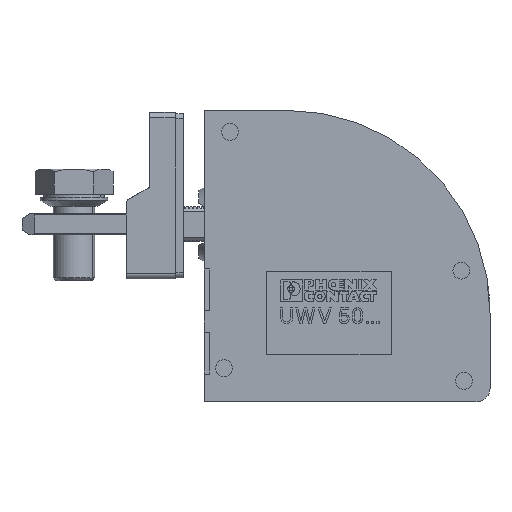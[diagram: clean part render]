
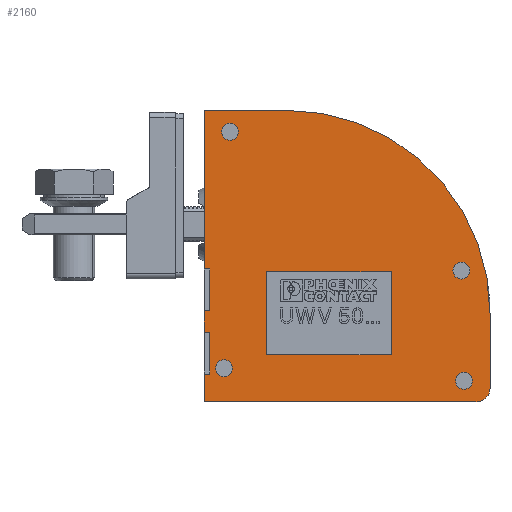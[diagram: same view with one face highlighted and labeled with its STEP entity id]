
A CAD part, left-side view. The second image highlights one B-rep face of the part: STEP entity #2160.
In plain terms, the highlighted face is planar.
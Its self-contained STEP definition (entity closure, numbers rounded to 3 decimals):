
#10=CARTESIAN_POINT('',(70.277,4.586,
44.683));
#20=DIRECTION('',(0.,0.,-1.));
#30=DIRECTION('',(1.,0.,0.));
#40=AXIS2_PLACEMENT_3D('',#10,#20,#30);
#50=PLANE('',#40);
#60=CARTESIAN_POINT('',(26.75,36.25,
44.683));
#70=DIRECTION('',(1.,0.,0.));
#80=VECTOR('',#70,1.);
#90=LINE('',#60,#80);
#100=CARTESIAN_POINT('',(26.7,36.25,
44.683));
#110=VERTEX_POINT('',#100);
#120=CARTESIAN_POINT('',(27.8,36.25,
44.683));
#130=VERTEX_POINT('',#120);
#140=EDGE_CURVE('',#110,#130,#90,.T.);
#150=ORIENTED_EDGE('',*,*,#140,.F.);
#160=CARTESIAN_POINT('',(27.8,-2.528,
44.683));
#170=DIRECTION('',(0.,-1.,0.));
#180=VECTOR('',#170,1.);
#190=LINE('',#160,#180);
#200=CARTESIAN_POINT('',(27.8,28.25,
44.683));
#210=VERTEX_POINT('',#200);
#220=EDGE_CURVE('',#130,#210,#190,.T.);
#230=ORIENTED_EDGE('',*,*,#220,.F.);
#240=CARTESIAN_POINT('',(26.75,28.25,
44.683));
#250=DIRECTION('',(-1.,0.,0.));
#260=VECTOR('',#250,1.);
#270=LINE('',#240,#260);
#280=CARTESIAN_POINT('',(26.7,28.25,
44.683));
#290=VERTEX_POINT('',#280);
#300=EDGE_CURVE('',#210,#290,#270,.T.);
#310=ORIENTED_EDGE('',*,*,#300,.F.);
#320=CARTESIAN_POINT('',(26.7,12.067,
44.683));
#330=DIRECTION('',(0.,1.,0.));
#340=VECTOR('',#330,1.);
#350=LINE('',#320,#340);
#360=CARTESIAN_POINT('',(26.7,24.05,
44.683));
#370=VERTEX_POINT('',#360);
#380=EDGE_CURVE('',#370,#290,#350,.T.);
#390=ORIENTED_EDGE('',*,*,#380,.T.);
#400=CARTESIAN_POINT('',(26.75,24.05,
44.683));
#410=DIRECTION('',(1.,0.,0.));
#420=VECTOR('',#410,1.);
#430=LINE('',#400,#420);
#440=CARTESIAN_POINT('',(27.8,24.05,
44.683));
#450=VERTEX_POINT('',#440);
#460=EDGE_CURVE('',#370,#450,#430,.T.);
#470=ORIENTED_EDGE('',*,*,#460,.F.);
#480=CARTESIAN_POINT('',(27.8,1.972,
44.683));
#490=DIRECTION('',(0.,-1.,0.));
#500=VECTOR('',#490,1.);
#510=LINE('',#480,#500);
#520=CARTESIAN_POINT('',(27.8,16.05,
44.683));
#530=VERTEX_POINT('',#520);
#540=EDGE_CURVE('',#450,#530,#510,.T.);
#550=ORIENTED_EDGE('',*,*,#540,.F.);
#560=CARTESIAN_POINT('',(26.75,16.05,
44.683));
#570=DIRECTION('',(-1.,0.,0.));
#580=VECTOR('',#570,1.);
#590=LINE('',#560,#580);
#600=CARTESIAN_POINT('',(26.7,16.05,
44.683));
#610=VERTEX_POINT('',#600);
#620=EDGE_CURVE('',#530,#610,#590,.T.);
#630=ORIENTED_EDGE('',*,*,#620,.F.);
#640=CARTESIAN_POINT('',(26.7,-2.528,
44.683));
#650=DIRECTION('',(0.,-1.,0.));
#660=VECTOR('',#650,1.);
#670=LINE('',#640,#660);
#680=CARTESIAN_POINT('',(26.7,-14.45,
44.683));
#690=VERTEX_POINT('',#680);
#700=EDGE_CURVE('',#610,#690,#670,.T.);
#710=ORIENTED_EDGE('',*,*,#700,.F.);
#720=CARTESIAN_POINT('',(27.75,-14.45,
44.683));
#730=DIRECTION('',(-1.,0.,0.));
#740=VECTOR('',#730,1.);
#750=LINE('',#720,#740);
#760=CARTESIAN_POINT('',(42.7,-14.45,
44.683));
#770=VERTEX_POINT('',#760);
#780=EDGE_CURVE('',#770,#690,#750,.T.);
#790=ORIENTED_EDGE('',*,*,#780,.T.);
#800=CARTESIAN_POINT('',(42.7,24.55,
44.683));
#810=DIRECTION('',(0.,0.,1.));
#820=DIRECTION('',(0.,-1.,0.));
#830=AXIS2_PLACEMENT_3D('',#800,#810,#820);
#840=CIRCLE('',#830,39.);
#850=CARTESIAN_POINT('',(81.7,24.55,
44.683));
#860=VERTEX_POINT('',#850);
#870=EDGE_CURVE('',#770,#860,#840,.T.);
#880=ORIENTED_EDGE('',*,*,#870,.F.);
#890=CARTESIAN_POINT('',(81.7,-2.528,
44.683));
#900=DIRECTION('',(0.,-1.,0.));
#910=VECTOR('',#900,1.);
#920=LINE('',#890,#910);
#930=CARTESIAN_POINT('',(81.7,39.05,
44.683));
#940=VERTEX_POINT('',#930);
#950=EDGE_CURVE('',#940,#860,#920,.T.);
#960=ORIENTED_EDGE('',*,*,#950,.T.);
#970=CARTESIAN_POINT('',(79.2,39.05,
44.683));
#980=DIRECTION('',(0.,0.,1.));
#990=DIRECTION('',(0.,-1.,0.));
#1000=AXIS2_PLACEMENT_3D('',#970,#980,#990);
#1010=CIRCLE('',#1000,2.5);
#1020=CARTESIAN_POINT('',(79.2,41.55,
44.683));
#1030=VERTEX_POINT('',#1020);
#1040=EDGE_CURVE('',#940,#1030,#1010,.T.);
#1050=ORIENTED_EDGE('',*,*,#1040,.F.);
#1060=CARTESIAN_POINT('',(27.75,41.55,
44.683));
#1070=DIRECTION('',(-1.,0.,0.));
#1080=VECTOR('',#1070,1.);
#1090=LINE('',#1060,#1080);
#1100=CARTESIAN_POINT('',(26.7,41.55,
44.683));
#1110=VERTEX_POINT('',#1100);
#1120=EDGE_CURVE('',#1030,#1110,#1090,.T.);
#1130=ORIENTED_EDGE('',*,*,#1120,.F.);
#1140=CARTESIAN_POINT('',(26.7,40.081,
44.683));
#1150=DIRECTION('',(0.,-1.,0.));
#1160=VECTOR('',#1150,1.);
#1170=LINE('',#1140,#1160);
#1180=EDGE_CURVE('',#1110,#110,#1170,.T.);
#1190=ORIENTED_EDGE('',*,*,#1180,.F.);
#1200=EDGE_LOOP('',(#1190,#1130,#1050,#960,#880,#790,#710,#630,#550,#470
,#390,#310,#230,#150));
#1210=FACE_OUTER_BOUND('',#1200,.T.);
#1220=CARTESIAN_POINT('',(97.1,16.55,
44.683));
#1230=DIRECTION('',(-1.,0.,0.));
#1240=VECTOR('',#1230,1.);
#1250=LINE('',#1220,#1240);
#1260=CARTESIAN_POINT('',(62.7,16.55,
44.683));
#1270=VERTEX_POINT('',#1260);
#1280=CARTESIAN_POINT('',(38.7,16.55,
44.683));
#1290=VERTEX_POINT('',#1280);
#1300=EDGE_CURVE('',#1270,#1290,#1250,.T.);
#1310=ORIENTED_EDGE('',*,*,#1300,.F.);
#1320=CARTESIAN_POINT('',(38.7,-28.15,
44.683));
#1330=DIRECTION('',(0.,1.,0.));
#1340=VECTOR('',#1330,1.);
#1350=LINE('',#1320,#1340);
#1360=CARTESIAN_POINT('',(38.7,32.55,
44.683));
#1370=VERTEX_POINT('',#1360);
#1380=EDGE_CURVE('',#1290,#1370,#1350,.T.);
#1390=ORIENTED_EDGE('',*,*,#1380,.F.);
#1400=CARTESIAN_POINT('',(97.1,32.55,
44.683));
#1410=DIRECTION('',(1.,0.,0.));
#1420=VECTOR('',#1410,1.);
#1430=LINE('',#1400,#1420);
#1440=CARTESIAN_POINT('',(62.7,32.55,
44.683));
#1450=VERTEX_POINT('',#1440);
#1460=EDGE_CURVE('',#1370,#1450,#1430,.T.);
#1470=ORIENTED_EDGE('',*,*,#1460,.F.);
#1480=CARTESIAN_POINT('',(62.7,-28.15,
44.683));
#1490=DIRECTION('',(0.,-1.,0.));
#1500=VECTOR('',#1490,1.);
#1510=LINE('',#1480,#1500);
#1520=EDGE_CURVE('',#1450,#1270,#1510,.T.);
#1530=ORIENTED_EDGE('',*,*,#1520,.F.);
#1540=EDGE_LOOP('',(#1530,#1470,#1390,#1310));
#1550=FACE_BOUND('',#1540,.T.);
#1560=CARTESIAN_POINT('',(76.7,37.55,
44.683));
#1570=DIRECTION('',(0.,0.,-1.));
#1580=DIRECTION('',(-1.,0.,0.));
#1590=AXIS2_PLACEMENT_3D('',#1560,#1570,#1580);
#1600=CIRCLE('',#1590,1.631);
#1610=CARTESIAN_POINT('',(78.331,37.55,
44.683));
#1620=VERTEX_POINT('',#1610);
#1630=CARTESIAN_POINT('',(75.069,37.55,
44.683));
#1640=VERTEX_POINT('',#1630);
#1650=EDGE_CURVE('',#1620,#1640,#1600,.T.);
#1660=ORIENTED_EDGE('',*,*,#1650,.F.);
#1670=EDGE_CURVE('',#1640,#1620,#1600,.T.);
#1680=ORIENTED_EDGE('',*,*,#1670,.F.);
#1690=EDGE_LOOP('',(#1680,#1660));
#1700=FACE_BOUND('',#1690,.T.);
#1710=CARTESIAN_POINT('',(31.7,-10.35,
44.683));
#1720=DIRECTION('',(0.,0.,-1.));
#1730=DIRECTION('',(-1.,0.,0.));
#1740=AXIS2_PLACEMENT_3D('',#1710,#1720,#1730);
#1750=CIRCLE('',#1740,1.631);
#1760=CARTESIAN_POINT('',(33.331,-10.35,
44.683));
#1770=VERTEX_POINT('',#1760);
#1780=CARTESIAN_POINT('',(30.069,-10.35,
44.683));
#1790=VERTEX_POINT('',#1780);
#1800=EDGE_CURVE('',#1770,#1790,#1750,.T.);
#1810=ORIENTED_EDGE('',*,*,#1800,.F.);
#1820=EDGE_CURVE('',#1790,#1770,#1750,.T.);
#1830=ORIENTED_EDGE('',*,*,#1820,.F.);
#1840=EDGE_LOOP('',(#1830,#1810));
#1850=FACE_BOUND('',#1840,.T.);
#1860=CARTESIAN_POINT('',(76.2,16.35,
44.683));
#1870=DIRECTION('',(0.,0.,-1.));
#1880=DIRECTION('',(-1.,0.,0.));
#1890=AXIS2_PLACEMENT_3D('',#1860,#1870,#1880);
#1900=CIRCLE('',#1890,1.631);
#1910=CARTESIAN_POINT('',(77.831,16.35,
44.683));
#1920=VERTEX_POINT('',#1910);
#1930=CARTESIAN_POINT('',(74.569,16.35,
44.683));
#1940=VERTEX_POINT('',#1930);
#1950=EDGE_CURVE('',#1920,#1940,#1900,.T.);
#1960=ORIENTED_EDGE('',*,*,#1950,.F.);
#1970=EDGE_CURVE('',#1940,#1920,#1900,.T.);
#1980=ORIENTED_EDGE('',*,*,#1970,.F.);
#1990=EDGE_LOOP('',(#1980,#1960));
#2000=FACE_BOUND('',#1990,.T.);
#2010=CARTESIAN_POINT('',(30.55,35.15,
44.683));
#2020=DIRECTION('',(0.,0.,-1.));
#2030=DIRECTION('',(-1.,0.,0.));
#2040=AXIS2_PLACEMENT_3D('',#2010,#2020,#2030);
#2050=CIRCLE('',#2040,1.631);
#2060=CARTESIAN_POINT('',(32.181,35.15,
44.683));
#2070=VERTEX_POINT('',#2060);
#2080=CARTESIAN_POINT('',(28.919,35.15,
44.683));
#2090=VERTEX_POINT('',#2080);
#2100=EDGE_CURVE('',#2070,#2090,#2050,.T.);
#2110=ORIENTED_EDGE('',*,*,#2100,.F.);
#2120=EDGE_CURVE('',#2090,#2070,#2050,.T.);
#2130=ORIENTED_EDGE('',*,*,#2120,.F.);
#2140=EDGE_LOOP('',(#2130,#2110));
#2150=FACE_BOUND('',#2140,.T.);
#2160=ADVANCED_FACE('',(#1210,#1550,#1700,#1850,#2000,#2150),#50,.T.);
